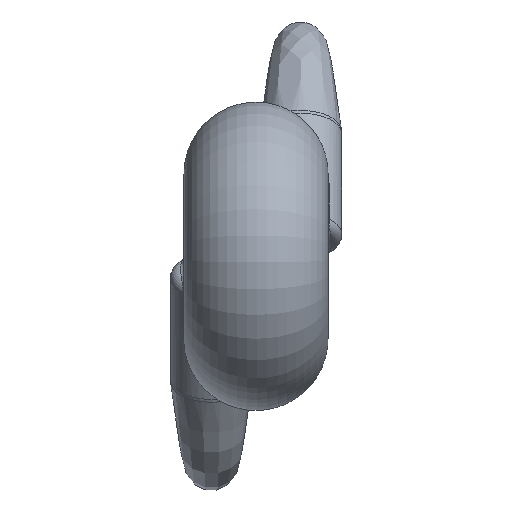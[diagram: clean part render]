
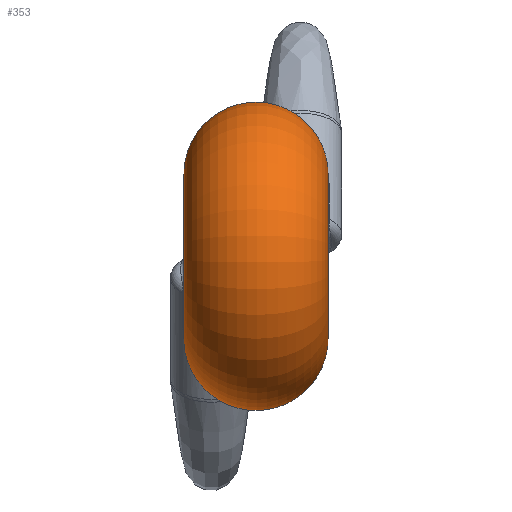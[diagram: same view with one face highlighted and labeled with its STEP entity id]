
A CAD part, left-side view. The second image highlights one B-rep face of the part: STEP entity #353.
In plain terms, the highlighted toroidal (fillet/blend) face has major radius 2.4 mm and minor radius 2.1 mm.
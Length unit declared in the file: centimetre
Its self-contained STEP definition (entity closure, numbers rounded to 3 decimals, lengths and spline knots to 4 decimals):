
#14=TOROIDAL_SURFACE('',#386,0.24,0.21);
#49=B_SPLINE_CURVE_WITH_KNOTS('',3,(#1388,#1389,#1390,#1391,#1392,#1393,
#1394,#1395,#1396,#1397,#1398,#1399,#1400,#1401,#1402,#1403,#1404),
 .UNSPECIFIED.,.F.,.F.,(4,1,1,1,1,1,1,1,1,1,1,1,1,1,4),(-0.8785,
-0.8157,-0.753,-0.6275,-0.5647,
-0.502,-0.4392,-0.3765,-0.3608,
-0.3137,-0.251,-0.1882,-0.1255,
-0.0627,0.),.UNSPECIFIED.);
#53=B_SPLINE_CURVE_WITH_KNOTS('',3,(#1513,#1514,#1515,#1516,#1517,#1518,
#1519,#1520,#1521,#1522,#1523,#1524,#1525,#1526,#1527,#1528),
 .UNSPECIFIED.,.F.,.F.,(4,1,1,1,1,1,1,1,1,1,1,1,1,4),(-0.8785,
-0.8157,-0.753,-0.6275,-0.5647,
-0.502,-0.4392,-0.3765,-0.3137,
-0.251,-0.1882,-0.1255,-0.0627,
0.),.UNSPECIFIED.);
#69=FACE_BOUND('',#114,.T.);
#84=FACE_OUTER_BOUND('',#113,.T.);
#113=EDGE_LOOP('',(#268,#269));
#114=EDGE_LOOP('',(#270,#271));
#141=CIRCLE('',#387,0.24);
#142=CIRCLE('',#388,0.24);
#165=VERTEX_POINT('',#1385);
#166=VERTEX_POINT('',#1387);
#170=VERTEX_POINT('',#1511);
#171=VERTEX_POINT('',#1512);
#198=EDGE_CURVE('',#165,#166,#49,.T.);
#207=EDGE_CURVE('',#170,#171,#53,.T.);
#208=EDGE_CURVE('',#170,#171,#141,.T.);
#209=EDGE_CURVE('',#165,#166,#142,.T.);
#268=ORIENTED_EDGE('',*,*,#207,.F.);
#269=ORIENTED_EDGE('',*,*,#208,.T.);
#270=ORIENTED_EDGE('',*,*,#198,.F.);
#271=ORIENTED_EDGE('',*,*,#209,.T.);
#353=ADVANCED_FACE('',(#84,#69),#14,.T.);
#386=AXIS2_PLACEMENT_3D('',#1510,#449,#450);
#387=AXIS2_PLACEMENT_3D('',#1529,#451,#452);
#388=AXIS2_PLACEMENT_3D('',#1530,#453,#454);
#449=DIRECTION('center_axis',(0.,1.,0.));
#450=DIRECTION('ref_axis',(1.,0.,0.));
#451=DIRECTION('center_axis',(0.,1.,0.));
#452=DIRECTION('ref_axis',(-1.,0.,0.));
#453=DIRECTION('center_axis',(0.,-1.,0.));
#454=DIRECTION('ref_axis',(-1.,0.,0.));
#1385=CARTESIAN_POINT('',(0.2346,0.3,-0.0506));
#1387=CARTESIAN_POINT('',(0.1114,0.3,-0.2126));
#1388=CARTESIAN_POINT('Ctrl Pts',(0.2346,0.3,-0.0506));
#1389=CARTESIAN_POINT('Ctrl Pts',(0.2444,0.3,-0.0686));
#1390=CARTESIAN_POINT('Ctrl Pts',(0.2665,0.2973,-0.1032));
#1391=CARTESIAN_POINT('Ctrl Pts',(0.3213,0.272,-0.1572));
#1392=CARTESIAN_POINT('Ctrl Pts',(0.3662,0.2149,-0.1987));
#1393=CARTESIAN_POINT('Ctrl Pts',(0.3684,0.149,-0.2479));
#1394=CARTESIAN_POINT('Ctrl Pts',(0.3467,0.1076,-0.2886));
#1395=CARTESIAN_POINT('Ctrl Pts',(0.3061,0.0864,
-0.3318));
#1396=CARTESIAN_POINT('Ctrl Pts',(0.2694,0.0913,
-0.3613));
#1397=CARTESIAN_POINT('Ctrl Pts',(0.2378,0.1072,-0.3817));
#1398=CARTESIAN_POINT('Ctrl Pts',(0.2079,0.1319,-0.3964));
#1399=CARTESIAN_POINT('Ctrl Pts',(0.1768,0.18,-0.3952));
#1400=CARTESIAN_POINT('Ctrl Pts',(0.1579,0.2311,-0.367));
#1401=CARTESIAN_POINT('Ctrl Pts',(0.1469,0.2699,-0.3217));
#1402=CARTESIAN_POINT('Ctrl Pts',(0.1359,0.2942,-0.2673));
#1403=CARTESIAN_POINT('Ctrl Pts',(0.1215,0.3,-0.2298));
#1404=CARTESIAN_POINT('Ctrl Pts',(0.1114,0.3,-0.2126));
#1510=CARTESIAN_POINT('Origin',(0.,0.09,0.));
#1511=CARTESIAN_POINT('',(0.2346,-0.12,0.0506));
#1512=CARTESIAN_POINT('',(0.1114,-0.12,0.2126));
#1513=CARTESIAN_POINT('Ctrl Pts',(0.2346,-0.12,0.0506));
#1514=CARTESIAN_POINT('Ctrl Pts',(0.2444,-0.12,0.0686));
#1515=CARTESIAN_POINT('Ctrl Pts',(0.2665,-0.1173,
0.1031));
#1516=CARTESIAN_POINT('Ctrl Pts',(0.3212,-0.0919,
0.1573));
#1517=CARTESIAN_POINT('Ctrl Pts',(0.3662,-0.0349,
0.1987));
#1518=CARTESIAN_POINT('Ctrl Pts',(0.3684,0.031,
0.2478));
#1519=CARTESIAN_POINT('Ctrl Pts',(0.3467,0.0724,
0.2886));
#1520=CARTESIAN_POINT('Ctrl Pts',(0.3061,0.0936,
0.3318));
#1521=CARTESIAN_POINT('Ctrl Pts',(0.2571,0.0872,
0.3712));
#1522=CARTESIAN_POINT('Ctrl Pts',(0.2106,0.0525,0.3965));
#1523=CARTESIAN_POINT('Ctrl Pts',(0.1768,0.,
0.3952));
#1524=CARTESIAN_POINT('Ctrl Pts',(0.1579,-0.0511,
0.3669));
#1525=CARTESIAN_POINT('Ctrl Pts',(0.1469,-0.0899,
0.3217));
#1526=CARTESIAN_POINT('Ctrl Pts',(0.1359,-0.1142,0.2673));
#1527=CARTESIAN_POINT('Ctrl Pts',(0.1215,-0.12,
0.2298));
#1528=CARTESIAN_POINT('Ctrl Pts',(0.1114,-0.12,0.2126));
#1529=CARTESIAN_POINT('Origin',(0.,-0.12,0.));
#1530=CARTESIAN_POINT('Origin',(0.,0.3,0.));
